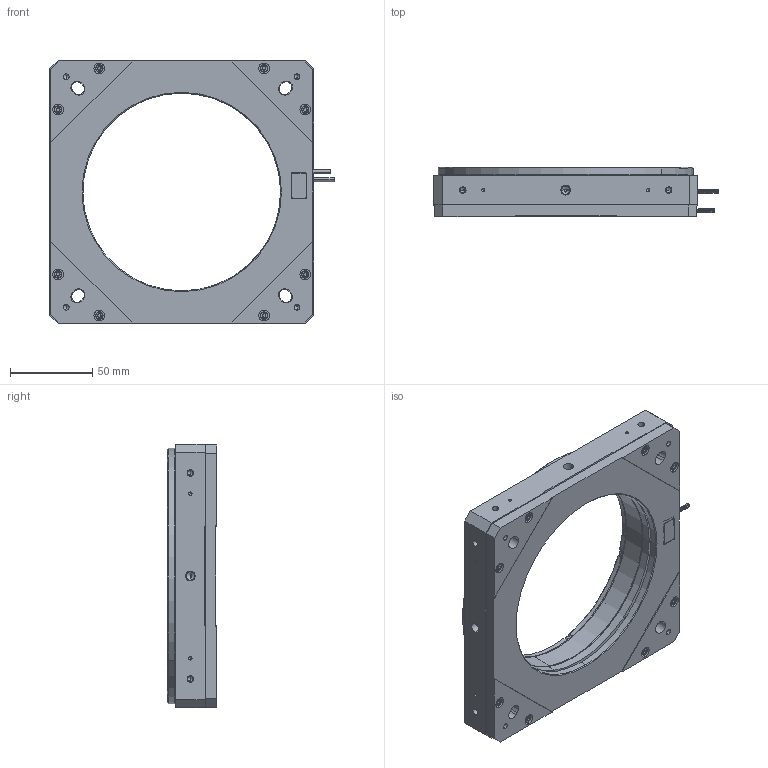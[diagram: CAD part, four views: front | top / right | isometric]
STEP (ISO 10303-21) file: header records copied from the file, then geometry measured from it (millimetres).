
FILE_DESCRIPTION (( 'STEP AP214' ), '1' );
FILE_NAME ('PR-160-1120X.STEP', '2022-02-08T00:24:59', ( '' ), ( '' ), 'SwSTEP 2.0', 'SolidWorks 2020', '' );
FILE_SCHEMA (( 'AUTOMOTIVE_DESIGN' ));
Length unit declared in the file: millimetre
Products named in the file (12): TFC-421 Silver Braided Cable_L15; 430839 PR-160, Piezo, Carriage; 430845 PR-160, Encoder Plate, NJ 8x13; 430840 PR-160, Piezo, Motor Cover; PR-160-1120X; 430838 PR-160, Piezo, Base; Screw, SHCS-S, M-DIN._M2 x 0.4 x 05mm; Screw, SHCS-S, M-DIN._M2.5 x 0.45 x 08mm; SCREW, MS-PFH, M-DIN_M2.5 x 0.45 x 06mm; 430841 PR-160, Piezo, Rotor_Carriage Rotor 110mm; 430842 PR-160, Piezo, Rotor-Bearing Clamp with NJ Scale Adapter_Bearing Rotor Clamp (Encoder Version); 430438 PPS 28, Back Cover, NJ8x13
Assembly tree (25 placements, depth 2):
  PR-160-1120X
    430838 PR-160, Piezo, Base
    430841 PR-160, Piezo, Rotor_Carriage Rotor 110mm
    430839 PR-160, Piezo, Carriage
    Screw, SHCS-S, M-DIN._M2 x 0.4 x 05mm  x6
    430842 PR-160, Piezo, Rotor-Bearing Clamp with NJ Scale Adapter_Bearing Rotor Clamp (Encoder Version)
    430845 PR-160, Encoder Plate, NJ 8x13
    Screw, SHCS-S, M-DIN._M2.5 x 0.45 x 08mm  x8
    430438 PPS 28, Back Cover, NJ8x13
    430840 PR-160, Piezo, Motor Cover
    SCREW, MS-PFH, M-DIN_M2.5 x 0.45 x 06mm  x2
    TFC-421 Silver Braided Cable_L15  x2
Bounding box: 172.5 x 30 x 160 mm (x, y, z)
Volume: 299421.4 mm3; surface area: 136000.5 mm2
Topology: 51 solids, 51 shells, 1223 faces, 2765 edges, 1691 vertices
Faces by surface type: cylinder 462, plane 430, cone 171, torus 112, bspline 48
Entity records: 63530 total; most frequent: CARTESIAN_POINT 42207, DIRECTION 4490, ORIENTED_EDGE 3942, EDGE_CURVE 1971, AXIS2_PLACEMENT_3D 1775, VERTEX_POINT 1277, EDGE_LOOP 1068, LINE 940
